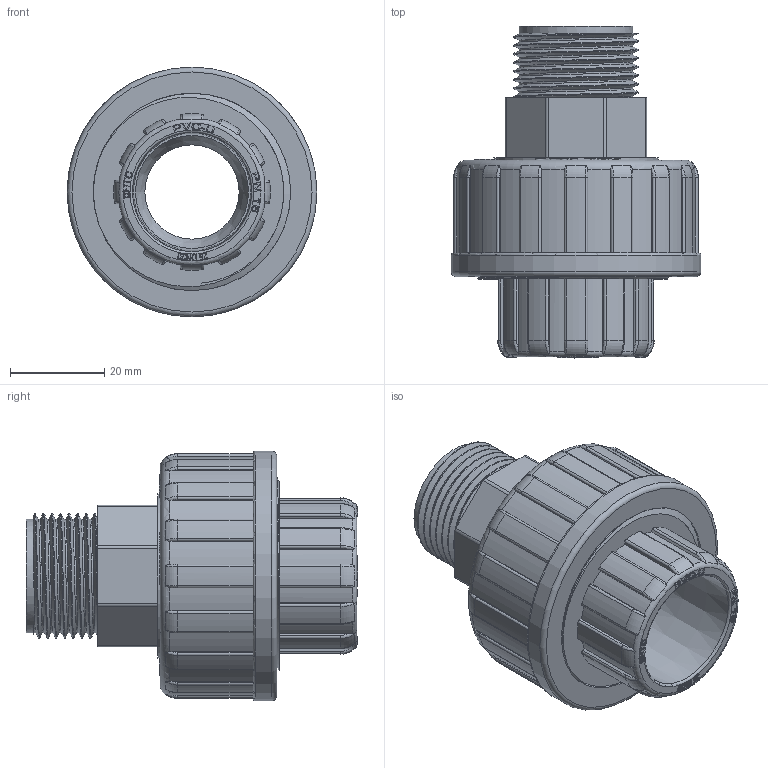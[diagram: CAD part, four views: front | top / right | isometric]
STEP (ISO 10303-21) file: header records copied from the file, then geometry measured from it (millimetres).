
FILE_DESCRIPTION(/* description */ (''),/* implementation_level */ '2;1');
FILE_NAME(/* name */ '25不锈钢外螺纹.stp',/* time_stamp */ '2025-04-28T10:52:21+08:00',/* author */ (''),/* organization */ (''),/* preprocessor_version */ 'ST-DEVELOPER v16',/* originating_system */ 'SIEMENS PLM Software NX 10.0',/* authorisation */ '');
FILE_SCHEMA (('AUTOMOTIVE_DESIGN { 1 0 10303 214 3 1 1 1 }'));
Length unit declared in the file: millimetre
Products named in the file (1): gelv2D688D03eql3
Bounding box: 53 x 70.45 x 53 mm (x, y, z)
Volume: 54045.2 mm3; surface area: 29803.3 mm2
Topology: 3 solids, 3 shells, 876 faces, 2349 edges, 1524 vertices
Faces by surface type: plane 388, extrusion 219, cylinder 169, bspline 65, torus 33, cone 2
Full cylindrical faces by diameter (mm): 0.732 x1, 0.972 x1, 2.461 x1, 3.231 x1, 20 x1, 20.6 x1, 21 x1, 24 x1, 24.117 x8, 32.3 x1, 35 x1, 35.2 x1, 38.4 x1, 38.952 x6, 41.91 x8, 53 x1
Entity records: 38797 total; most frequent: CARTESIAN_POINT 19722, ORIENTED_EDGE 4506, DIRECTION 2888, EDGE_CURVE 2253, VERTEX_POINT 1473, B_SPLINE_CURVE_WITH_KNOTS 1341, AXIS2_PLACEMENT_3D 967, VECTOR 954
